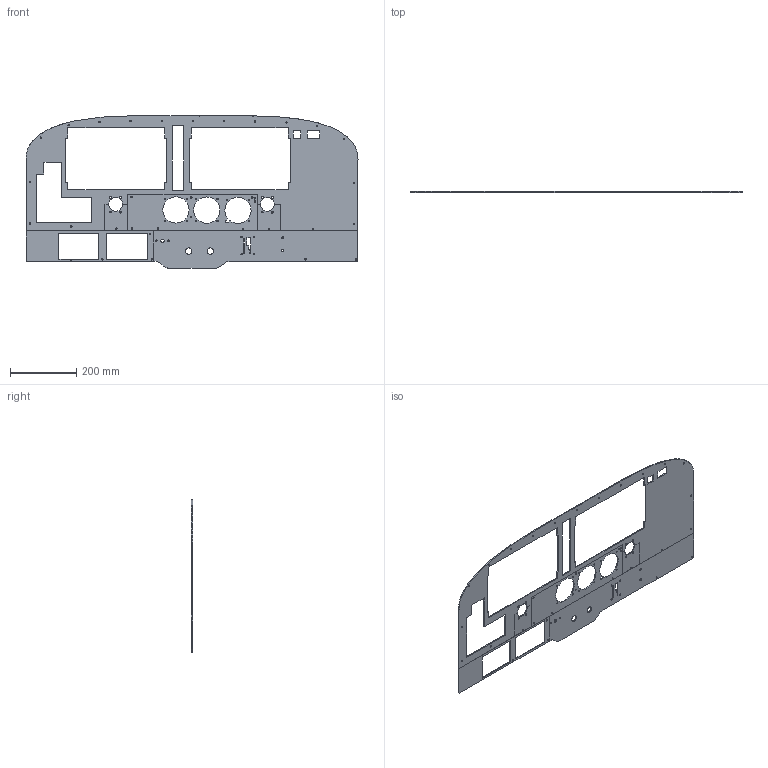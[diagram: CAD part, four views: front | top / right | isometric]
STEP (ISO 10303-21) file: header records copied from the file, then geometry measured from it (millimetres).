
FILE_DESCRIPTION(/* description */ (''),/* implementation_level */ '2;1');
FILE_NAME(/* name */ '2G Panel FSM_v9.step',/* time_stamp */ '2021-12-11T14:19:46-07:00',/* author */ (''),/* organization */ (''),/* preprocessor_version */ 'ST-DEVELOPER v18.1',/* originating_system */ 'Autodesk Translation Framework v10.10.0.1391',/* authorisation */ '');
FILE_SCHEMA (('AUTOMOTIVE_DESIGN { 1 0 10303 214 3 1 1 }'));
Length unit declared in the file: inch
Products named in the file (4): 2G Panel FSM; Instrument Panel; timeline G1000 C172 Panel BASIC Sketch; G1000
Assembly tree (3 placements, depth 3):
  2G Panel FSM
    Instrument Panel
    timeline G1000 C172 Panel BASIC Sketch
      G1000
Bounding box: 1000.01 x 3.17 x 458.96 mm (x, y, z)
Volume: 785413 mm3; surface area: 535876 mm2
Topology: 6 solids, 6 shells, 231 faces, 657 edges, 438 vertices
Faces by surface type: plane 133, cylinder 90, bspline 8
Full cylindrical faces by diameter (mm): 4 x29, 4.013 x4, 4.191 x1, 4.2 x4, 4.223 x2, 4.5 x4, 4.64 x2, 5.2 x6, 6.108 x2, 6.35 x2, 6.474 x2, 6.677 x2, 9.728 x1, 18.999 x2, 79 x2
Entity records: 8090 total; most frequent: CARTESIAN_POINT 1549, ORIENTED_EDGE 1314, DIRECTION 1281, EDGE_CURVE 657, LINE 461, VECTOR 461, VERTEX_POINT 438, AXIS2_PLACEMENT_3D 410
